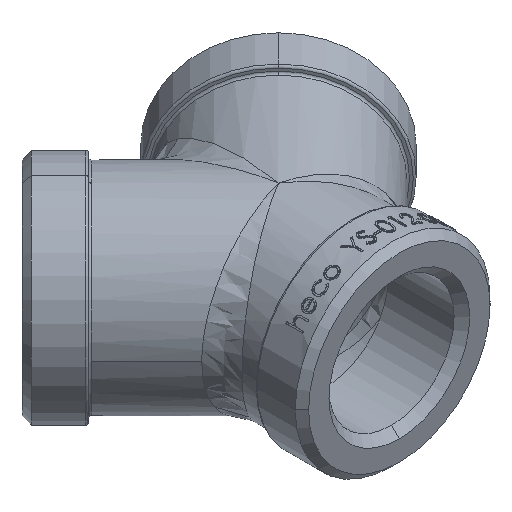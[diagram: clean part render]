
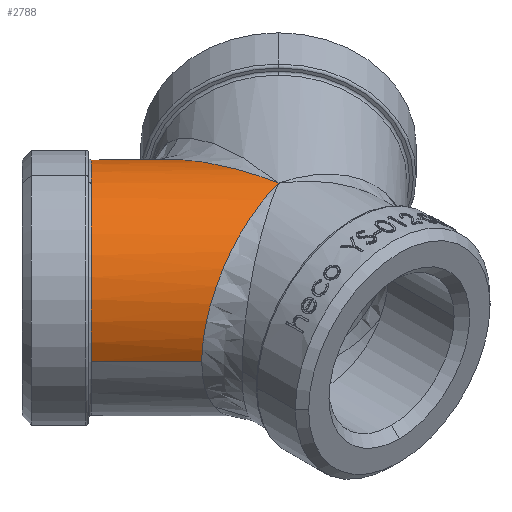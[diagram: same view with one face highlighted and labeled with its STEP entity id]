
A CAD part, isometric view. The second image highlights one B-rep face of the part: STEP entity #2788.
In plain terms, the highlighted cylindrical face has radius 13.5 mm (diameter 27 mm), a partial arc.
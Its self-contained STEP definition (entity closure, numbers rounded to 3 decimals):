
#115 = CARTESIAN_POINT ( 'NONE',  ( -4.243, 23.334, 0. ) ) ;
#527 = CARTESIAN_POINT ( 'NONE',  ( -13.93, 13.93, 0. ) ) ;
#1025 = VERTEX_POINT ( 'NONE', #1480 ) ;
#1480 = CARTESIAN_POINT ( 'NONE',  ( -4.243, 23.334, 0. ) ) ;
#2108 = CARTESIAN_POINT ( 'NONE',  ( -1.903, 10.469, 12.579 ) ) ;
#2180 = CARTESIAN_POINT ( 'NONE',  ( -3.431, 18.871, 8.706 ) ) ;
#2788 = ADVANCED_FACE ( 'NONE', ( #19575 ), #14245, .T. ) ;
#3431 = EDGE_CURVE ( 'NONE', #5622, #22119, #6777, .T. ) ;
#3763 = LINE ( 'NONE', #16341, #8077 ) ;
#3801 = CARTESIAN_POINT ( 'NONE',  ( -13.93, 13.93, 13.5 ) ) ;
#3945 = CARTESIAN_POINT ( 'NONE',  ( -4.384, 23.476, 0. ) ) ;
#4187 = DIRECTION ( 'NONE',  ( 0.707, -0.707, 0. ) ) ;
#4923 = ORIENTED_EDGE ( 'NONE', *, *, #14169, .F. ) ;
#5320 = AXIS2_PLACEMENT_3D ( 'NONE', #16525, #9304, #13014 ) ;
#5417 = DIRECTION ( 'NONE',  ( 0.707, -0.707, 0. ) ) ;
#5428 = CARTESIAN_POINT ( 'NONE',  ( -0.635, 3.491, 13.5 ) ) ;
#5622 = VERTEX_POINT ( 'NONE', #6822 ) ;
#5810 = EDGE_CURVE ( 'NONE', #14251, #22119, #7121, .T. ) ;
#6669 = CARTESIAN_POINT ( 'NONE',  ( -13.93, 13.93, 0. ) ) ;
#6777 = LINE ( 'NONE', #15688, #10793 ) ;
#6822 = CARTESIAN_POINT ( 'NONE',  ( -23.476, 4.384, 0. ) ) ;
#6908 = AXIS2_PLACEMENT_3D ( 'NONE', #6669, #18654, #20382 ) ;
#7121 = B_SPLINE_CURVE_WITH_KNOTS ( 'NONE', 3,
 ( #12202, #21649, #21857, #21724, #9712, #18187, #18410 ),
 .UNSPECIFIED., .F., .F.,
 ( 4, 1, 1, 1, 4 ),
 ( 0., 0.143, 0.286, 0.429, 0.5 ),
 .UNSPECIFIED. ) ;
#7864 = CIRCLE ( 'NONE', #6908, 13.5 ) ;
#8013 = VERTEX_POINT ( 'NONE', #3945 ) ;
#8077 = VECTOR ( 'NONE', #4187, 1000. ) ;
#9258 = ORIENTED_EDGE ( 'NONE', *, *, #22257, .F. ) ;
#9304 = DIRECTION ( 'NONE',  ( 0.707, -0.707, 0. ) ) ;
#9526 = ORIENTED_EDGE ( 'NONE', *, *, #5810, .F. ) ;
#9588 = ORIENTED_EDGE ( 'NONE', *, *, #20323, .F. ) ;
#9712 = CARTESIAN_POINT ( 'NONE',  ( -14.877, -3.739, 4.04 ) ) ;
#9796 = AXIS2_PLACEMENT_3D ( 'NONE', #527, #14194, #12527 ) ;
#10603 = CARTESIAN_POINT ( 'NONE',  ( 0., 0., 13.5 ) ) ;
#10793 = VECTOR ( 'NONE', #5417, 1000. ) ;
#10860 = ORIENTED_EDGE ( 'NONE', *, *, #3431, .T. ) ;
#12202 = CARTESIAN_POINT ( 'NONE',  ( 0., 0., 13.5 ) ) ;
#12258 = CARTESIAN_POINT ( 'NONE',  ( -4.136, 22.748, 4.04 ) ) ;
#12527 = DIRECTION ( 'NONE',  ( -0.707, -0.707, 0. ) ) ;
#13014 = DIRECTION ( 'NONE',  ( -0.707, -0.707, 0. ) ) ;
#13898 = B_SPLINE_CURVE_WITH_KNOTS ( 'NONE', 3,
 ( #115, #17648, #12258, #2180, #2108, #5428, #10603 ),
 .UNSPECIFIED., .F., .F.,
 ( 4, 1, 1, 1, 4 ),
 ( 0.5, 0.571, 0.714, 0.857, 1. ),
 .UNSPECIFIED. ) ;
#14169 = EDGE_CURVE ( 'NONE', #5622, #18147, #7864, .T. ) ;
#14194 = DIRECTION ( 'NONE',  ( -0.707, 0.707, 0. ) ) ;
#14245 = CYLINDRICAL_SURFACE ( 'NONE', #5320, 13.5 ) ;
#14251 = VERTEX_POINT ( 'NONE', #20820 ) ;
#15688 = CARTESIAN_POINT ( 'NONE',  ( -13.5, -5.592, 0. ) ) ;
#16022 = EDGE_LOOP ( 'NONE', ( #19441, #9588, #4923, #10860, #9526, #9258 ) ) ;
#16223 = EDGE_CURVE ( 'NONE', #8013, #1025, #3763, .T. ) ;
#16341 = CARTESIAN_POINT ( 'NONE',  ( 5.592, 13.5, 0. ) ) ;
#16525 = CARTESIAN_POINT ( 'NONE',  ( -3.954, 3.954, 0. ) ) ;
#17648 = CARTESIAN_POINT ( 'NONE',  ( -4.243, 23.334, 1.01 ) ) ;
#17892 = CIRCLE ( 'NONE', #9796, 13.5 ) ;
#18147 = VERTEX_POINT ( 'NONE', #3801 ) ;
#18187 = CARTESIAN_POINT ( 'NONE',  ( -15.257, -3.834, 1.01 ) ) ;
#18410 = CARTESIAN_POINT ( 'NONE',  ( -15.257, -3.834, 0. ) ) ;
#18634 = CARTESIAN_POINT ( 'NONE',  ( -15.257, -3.834, 0. ) ) ;
#18654 = DIRECTION ( 'NONE',  ( -0.707, 0.707, 0. ) ) ;
#19441 = ORIENTED_EDGE ( 'NONE', *, *, #16223, .F. ) ;
#19575 = FACE_OUTER_BOUND ( 'NONE', #16022, .T. ) ;
#20323 = EDGE_CURVE ( 'NONE', #18147, #8013, #17892, .T. ) ;
#20382 = DIRECTION ( 'NONE',  ( -0.707, -0.707, 0. ) ) ;
#20820 = CARTESIAN_POINT ( 'NONE',  ( 0., 0., 13.5 ) ) ;
#21649 = CARTESIAN_POINT ( 'NONE',  ( -2.282, -0.574, 13.5 ) ) ;
#21724 = CARTESIAN_POINT ( 'NONE',  ( -12.336, -3.1, 8.704 ) ) ;
#21857 = CARTESIAN_POINT ( 'NONE',  ( -6.847, -1.721, 12.58 ) ) ;
#22119 = VERTEX_POINT ( 'NONE', #18634 ) ;
#22257 = EDGE_CURVE ( 'NONE', #1025, #14251, #13898, .T. ) ;
